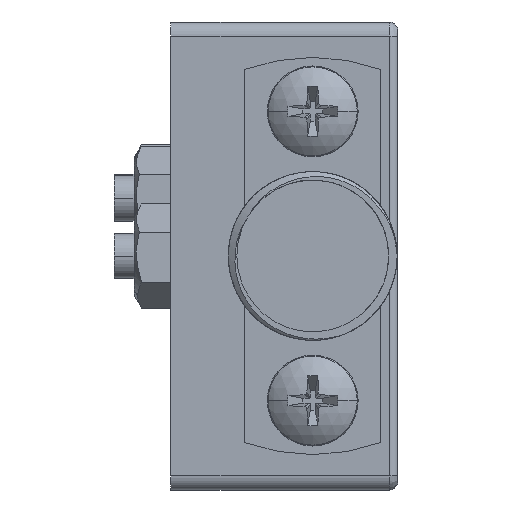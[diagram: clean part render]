
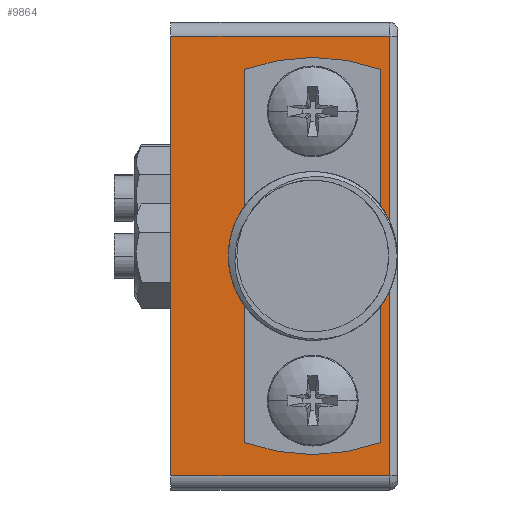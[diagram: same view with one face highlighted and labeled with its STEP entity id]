
A CAD part, left-side view. The second image highlights one B-rep face of the part: STEP entity #9864.
In plain terms, the highlighted planar face has unit normal (-1, 0, 0).
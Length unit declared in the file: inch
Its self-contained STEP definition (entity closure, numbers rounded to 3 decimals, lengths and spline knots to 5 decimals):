
#29 = EDGE_LOOP ( 'NONE', ( #14685, #1341 ) ) ;
#283 = ORIENTED_EDGE ( 'NONE', *, *, #17822, .F. ) ;
#528 = CARTESIAN_POINT ( 'NONE',  ( -1.04331, 0.19685, -0.12618 ) ) ;
#773 = DIRECTION ( 'NONE',  ( 0., 1., 0. ) ) ;
#825 = ORIENTED_EDGE ( 'NONE', *, *, #4489, .F. ) ;
#1187 = CARTESIAN_POINT ( 'NONE',  ( -1.04331, 0.19685, 0.30512 ) ) ;
#1271 = AXIS2_PLACEMENT_3D ( 'NONE', #5723, #13191, #9538 ) ;
#1327 = EDGE_CURVE ( 'NONE', #4208, #19495, #2866, .T. ) ;
#1341 = ORIENTED_EDGE ( 'NONE', *, *, #9644, .T. ) ;
#1558 = CARTESIAN_POINT ( 'NONE',  ( -1.04331, -0.1063, -0.30512 ) ) ;
#1604 = CARTESIAN_POINT ( 'NONE',  ( -1.04331, 0.11811, 0.30512 ) ) ;
#2472 = VERTEX_POINT ( 'NONE', #10609 ) ;
#2687 = VECTOR ( 'NONE', #23363, 39.37008 ) ;
#2744 = DIRECTION ( 'NONE',  ( -1., 0., 0. ) ) ;
#2866 = CIRCLE ( 'NONE', #1271, 0.03346 ) ;
#3205 = DIRECTION ( 'NONE',  ( 0., -1., 0. ) ) ;
#3546 = DIRECTION ( 'NONE',  ( -1., 0., 0. ) ) ;
#3830 = VERTEX_POINT ( 'NONE', #6730 ) ;
#4208 = VERTEX_POINT ( 'NONE', #17981 ) ;
#4239 = VERTEX_POINT ( 'NONE', #24048 ) ;
#4250 = CIRCLE ( 'NONE', #11675, 0.03346 ) ;
#4304 = FACE_BOUND ( 'NONE', #29, .T. ) ;
#4489 = EDGE_CURVE ( 'NONE', #19495, #4208, #7207, .T. ) ;
#4799 = FACE_BOUND ( 'NONE', #13403, .T. ) ;
#4933 = CARTESIAN_POINT ( 'NONE',  ( -1.04331, 0., 0. ) ) ;
#5008 = VECTOR ( 'NONE', #10884, 39.37008 ) ;
#5132 = AXIS2_PLACEMENT_3D ( 'NONE', #23708, #12590, #12480 ) ;
#5383 = VECTOR ( 'NONE', #5700, 39.37008 ) ;
#5496 = CARTESIAN_POINT ( 'NONE',  ( -1.04331, -0.03346, 0.20079 ) ) ;
#5573 = VERTEX_POINT ( 'NONE', #1187 ) ;
#5700 = DIRECTION ( 'NONE',  ( 0., -1., 0. ) ) ;
#5723 = CARTESIAN_POINT ( 'NONE',  ( -1.04331, 0., -0.20079 ) ) ;
#6316 = ORIENTED_EDGE ( 'NONE', *, *, #16465, .T. ) ;
#6730 = CARTESIAN_POINT ( 'NONE',  ( -1.04331, 0.09449, 0. ) ) ;
#6803 = CARTESIAN_POINT ( 'NONE',  ( -1.04331, 0.03346, -0.20079 ) ) ;
#6949 = CARTESIAN_POINT ( 'NONE',  ( -1.04331, 0., 0.20079 ) ) ;
#7207 = CIRCLE ( 'NONE', #11526, 0.03346 ) ;
#7646 = AXIS2_PLACEMENT_3D ( 'NONE', #9279, #16762, #24309 ) ;
#7903 = LINE ( 'NONE', #17118, #5383 ) ;
#8577 = DIRECTION ( 'NONE',  ( 0., 1., 0. ) ) ;
#8847 = AXIS2_PLACEMENT_3D ( 'NONE', #4933, #10782, #8577 ) ;
#9279 = CARTESIAN_POINT ( 'NONE',  ( -1.04331, 0., 0. ) ) ;
#9538 = DIRECTION ( 'NONE',  ( 0., -1., 0. ) ) ;
#9644 = EDGE_CURVE ( 'NONE', #20410, #3830, #17878, .T. ) ;
#9864 = ADVANCED_FACE ( 'NONE', ( #4304, #21858, #4799, #22006 ), #12228, .T. ) ;
#10238 = ORIENTED_EDGE ( 'NONE', *, *, #12646, .F. ) ;
#10609 = CARTESIAN_POINT ( 'NONE',  ( -1.04331, 0.03346, 0.20079 ) ) ;
#10782 = DIRECTION ( 'NONE',  ( 1., 0., 0. ) ) ;
#10863 = DIRECTION ( 'NONE',  ( 0., 1., 0. ) ) ;
#10884 = DIRECTION ( 'NONE',  ( 0., -1., 0. ) ) ;
#11526 = AXIS2_PLACEMENT_3D ( 'NONE', #17666, #2744, #773 ) ;
#11675 = AXIS2_PLACEMENT_3D ( 'NONE', #12441, #3546, #10863 ) ;
#11926 = EDGE_LOOP ( 'NONE', ( #19904, #12656, #6316, #283 ) ) ;
#11995 = EDGE_CURVE ( 'NONE', #4239, #5573, #20849, .T. ) ;
#12228 = PLANE ( 'NONE',  #5132 ) ;
#12300 = CARTESIAN_POINT ( 'NONE',  ( -1.04331, -0.1063, 0.30512 ) ) ;
#12441 = CARTESIAN_POINT ( 'NONE',  ( -1.04331, 0., 0.20079 ) ) ;
#12480 = DIRECTION ( 'NONE',  ( 0., 0., 1. ) ) ;
#12590 = DIRECTION ( 'NONE',  ( -1., 0., 0. ) ) ;
#12646 = EDGE_CURVE ( 'NONE', #2472, #18247, #4250, .T. ) ;
#12656 = ORIENTED_EDGE ( 'NONE', *, *, #11995, .F. ) ;
#13045 = LINE ( 'NONE', #1604, #5008 ) ;
#13111 = ORIENTED_EDGE ( 'NONE', *, *, #1327, .F. ) ;
#13191 = DIRECTION ( 'NONE',  ( -1., 0., 0. ) ) ;
#13403 = EDGE_LOOP ( 'NONE', ( #13111, #825 ) ) ;
#13830 = EDGE_CURVE ( 'NONE', #3830, #20410, #22206, .T. ) ;
#14505 = AXIS2_PLACEMENT_3D ( 'NONE', #6949, #18021, #3205 ) ;
#14685 = ORIENTED_EDGE ( 'NONE', *, *, #13830, .T. ) ;
#14847 = DIRECTION ( 'NONE',  ( 0., 0., 1. ) ) ;
#16214 = EDGE_CURVE ( 'NONE', #5573, #21569, #13045, .T. ) ;
#16465 = EDGE_CURVE ( 'NONE', #4239, #19930, #7903, .T. ) ;
#16762 = DIRECTION ( 'NONE',  ( 1., 0., 0. ) ) ;
#17118 = CARTESIAN_POINT ( 'NONE',  ( -1.04331, 0.11811, -0.30512 ) ) ;
#17666 = CARTESIAN_POINT ( 'NONE',  ( -1.04331, 0., -0.20079 ) ) ;
#17822 = EDGE_CURVE ( 'NONE', #21569, #19930, #18341, .T. ) ;
#17878 = CIRCLE ( 'NONE', #7646, 0.09449 ) ;
#17981 = CARTESIAN_POINT ( 'NONE',  ( -1.04331, -0.03346, -0.20079 ) ) ;
#18021 = DIRECTION ( 'NONE',  ( -1., 0., 0. ) ) ;
#18247 = VERTEX_POINT ( 'NONE', #5496 ) ;
#18341 = LINE ( 'NONE', #19734, #2687 ) ;
#19124 = VECTOR ( 'NONE', #14847, 39.37008 ) ;
#19495 = VERTEX_POINT ( 'NONE', #6803 ) ;
#19734 = CARTESIAN_POINT ( 'NONE',  ( -1.04331, -0.1063, 0.30512 ) ) ;
#19904 = ORIENTED_EDGE ( 'NONE', *, *, #16214, .F. ) ;
#19930 = VERTEX_POINT ( 'NONE', #1558 ) ;
#20410 = VERTEX_POINT ( 'NONE', #23276 ) ;
#20849 = LINE ( 'NONE', #528, #19124 ) ;
#21502 = EDGE_CURVE ( 'NONE', #18247, #2472, #22758, .T. ) ;
#21569 = VERTEX_POINT ( 'NONE', #12300 ) ;
#21858 = FACE_OUTER_BOUND ( 'NONE', #11926, .T. ) ;
#22006 = FACE_BOUND ( 'NONE', #22629, .T. ) ;
#22206 = CIRCLE ( 'NONE', #8847, 0.09449 ) ;
#22629 = EDGE_LOOP ( 'NONE', ( #23705, #10238 ) ) ;
#22758 = CIRCLE ( 'NONE', #14505, 0.03346 ) ;
#23276 = CARTESIAN_POINT ( 'NONE',  ( -1.04331, -0.09449, 0. ) ) ;
#23363 = DIRECTION ( 'NONE',  ( 0., 0., -1. ) ) ;
#23705 = ORIENTED_EDGE ( 'NONE', *, *, #21502, .F. ) ;
#23708 = CARTESIAN_POINT ( 'NONE',  ( -1.04331, -2.19925, -0.12618 ) ) ;
#24048 = CARTESIAN_POINT ( 'NONE',  ( -1.04331, 0.19685, -0.30512 ) ) ;
#24309 = DIRECTION ( 'NONE',  ( 0., -1., 0. ) ) ;
